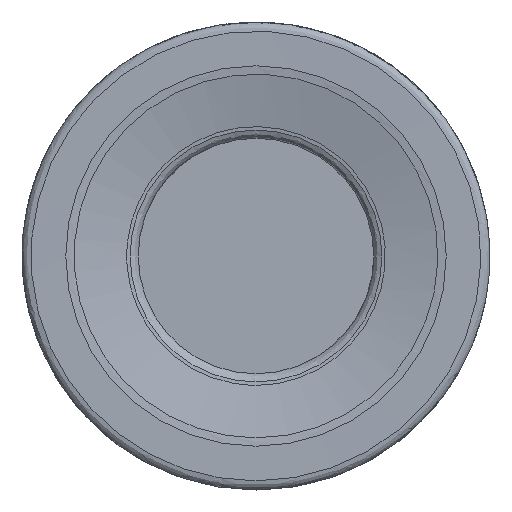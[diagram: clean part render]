
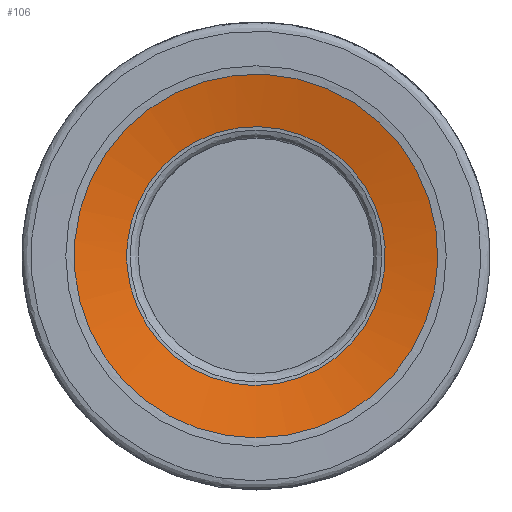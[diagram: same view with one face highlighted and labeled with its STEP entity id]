
A CAD part, front view. The second image highlights one B-rep face of the part: STEP entity #106.
In plain terms, the highlighted face is a revolution surface.
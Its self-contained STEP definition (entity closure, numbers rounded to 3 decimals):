
#106=ADVANCED_FACE('',(#190,#191),#146,.T.);
#146=SURFACE_OF_REVOLUTION('',#173,#159);
#159=AXIS1_PLACEMENT('',#811,#626);
#172=B_SPLINE_CURVE_WITH_KNOTS('',3,(#779,#780,#781,#782,#783,#784,#785,
#786,#787,#788,#789,#790,#791,#792,#793,#794,#795,#796),.UNSPECIFIED.,.T.,
 .F.,(2,2,2,2,2,2,2,2,2,2,2),(-0.125,0.,0.125,0.25,0.375,0.5,0.625,0.75,
0.875,1.,1.125),.UNSPECIFIED.);
#173=B_SPLINE_CURVE_WITH_KNOTS('',5,(#798,#799,#800,#801,#802,#803,#804,
#805,#806,#807,#808,#809,#810),.UNSPECIFIED.,.F.,.F.,(6,1,1,1,1,1,1,1,6),
(0.,0.08,0.293,0.533,0.746,
0.872,0.931,0.978,1.),.UNSPECIFIED.);
#190=FACE_BOUND('',#257,.T.);
#191=FACE_BOUND('',#258,.T.);
#257=EDGE_LOOP('',(#330));
#258=EDGE_LOOP('',(#331));
#330=ORIENTED_EDGE('',*,*,#466,.F.);
#331=ORIENTED_EDGE('',*,*,#465,.F.);
#422=VERTEX_POINT('',#771);
#423=VERTEX_POINT('',#797);
#465=EDGE_CURVE('',#422,#422,#512,.T.);
#466=EDGE_CURVE('',#423,#423,#172,.T.);
#512=CIRCLE('',#557,15.518);
#557=AXIS2_PLACEMENT_3D('',#770,#623,#624);
#623=DIRECTION('',(0.,1.,0.));
#624=DIRECTION('',(0.,0.,-1.));
#626=DIRECTION('',(0.,-1.,0.));
#770=CARTESIAN_POINT('',(-7.914,-75.884,-1.392));
#771=CARTESIAN_POINT('',(-7.914,-75.884,-16.911));
#779=CARTESIAN_POINT('',(-19.164,-74.923,0.525));
#780=CARTESIAN_POINT('',(-18.66,-74.923,-5.234));
#781=CARTESIAN_POINT('',(-17.224,-74.923,-7.991));
#782=CARTESIAN_POINT('',(-12.796,-74.923,-11.707));
#783=CARTESIAN_POINT('',(-9.831,-74.923,-12.642));
#784=CARTESIAN_POINT('',(-4.073,-74.923,-12.138));
#785=CARTESIAN_POINT('',(-1.315,-74.923,-10.702));
#786=CARTESIAN_POINT('',(2.4,-74.923,-6.274));
#787=CARTESIAN_POINT('',(3.335,-74.923,-3.309));
#788=CARTESIAN_POINT('',(2.831,-74.923,2.449));
#789=CARTESIAN_POINT('',(1.396,-74.923,5.207));
#790=CARTESIAN_POINT('',(-3.032,-74.923,8.922));
#791=CARTESIAN_POINT('',(-5.997,-74.923,9.857));
#792=CARTESIAN_POINT('',(-11.756,-74.923,9.353));
#793=CARTESIAN_POINT('',(-14.513,-74.923,7.918));
#794=CARTESIAN_POINT('',(-18.229,-74.923,3.49));
#795=CARTESIAN_POINT('',(-19.164,-74.923,0.525));
#796=CARTESIAN_POINT('',(-18.66,-74.923,-5.234));
#797=CARTESIAN_POINT('',(-18.912,-74.923,-2.354));
#798=CARTESIAN_POINT('',(-23.373,-75.884,-2.745));
#799=CARTESIAN_POINT('',(-23.302,-75.869,-2.739));
#800=CARTESIAN_POINT('',(-23.041,-75.81,-2.716));
#801=CARTESIAN_POINT('',(-22.565,-75.711,-2.674));
#802=CARTESIAN_POINT('',(-21.9,-75.561,-2.616));
#803=CARTESIAN_POINT('',(-21.122,-75.394,-2.548));
#804=CARTESIAN_POINT('',(-20.364,-75.223,-2.482));
#805=CARTESIAN_POINT('',(-19.754,-75.088,-2.428));
#806=CARTESIAN_POINT('',(-19.339,-74.992,-2.392));
#807=CARTESIAN_POINT('',(-19.11,-74.954,-2.372));
#808=CARTESIAN_POINT('',(-18.994,-74.935,-2.362));
#809=CARTESIAN_POINT('',(-18.932,-74.926,-2.356));
#810=CARTESIAN_POINT('',(-18.912,-74.923,-2.354));
#811=CARTESIAN_POINT('',(-7.914,34.,-1.392));
